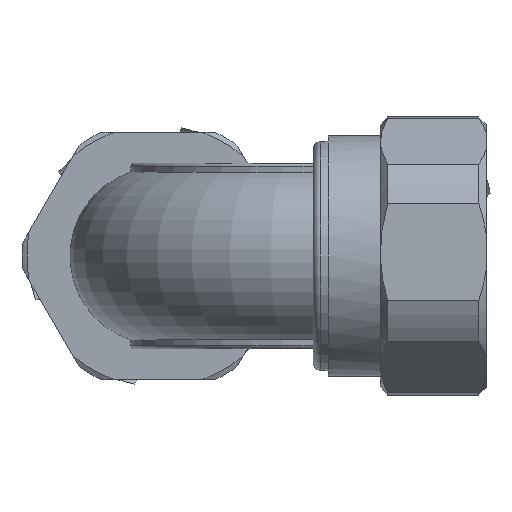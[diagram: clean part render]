
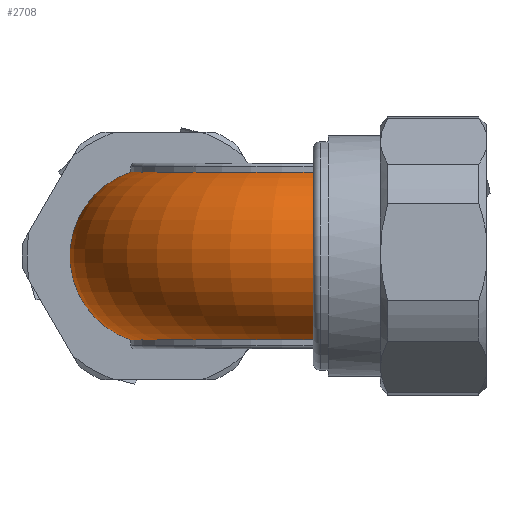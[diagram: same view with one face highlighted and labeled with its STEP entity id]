
A CAD part, left-side view. The second image highlights one B-rep face of the part: STEP entity #2708.
In plain terms, the highlighted toroidal (fillet/blend) face has major radius 20.85 mm and minor radius 11.85 mm.
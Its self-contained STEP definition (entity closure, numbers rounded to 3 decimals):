
#469=TOROIDAL_SURFACE('',#3033,20.85,11.85);
#775=FACE_OUTER_BOUND('',#937,.T.);
#937=EDGE_LOOP('',(#2472,#2473,#2474,#2475));
#1076=CIRCLE('',#2986,24.5);
#1091=CIRCLE('',#3008,11.85);
#1098=CIRCLE('',#3030,11.85);
#1099=CIRCLE('',#3032,24.5);
#1324=VERTEX_POINT('',#5410);
#1325=VERTEX_POINT('',#5412);
#1341=VERTEX_POINT('',#5459);
#1350=VERTEX_POINT('',#5509);
#1685=EDGE_CURVE('',#1324,#1325,#1076,.T.);
#1710=EDGE_CURVE('',#1341,#1324,#1091,.T.);
#1735=EDGE_CURVE('',#1325,#1350,#1098,.T.);
#1737=EDGE_CURVE('',#1341,#1350,#1099,.T.);
#2472=ORIENTED_EDGE('',*,*,#1710,.F.);
#2473=ORIENTED_EDGE('',*,*,#1737,.T.);
#2474=ORIENTED_EDGE('',*,*,#1735,.F.);
#2475=ORIENTED_EDGE('',*,*,#1685,.F.);
#2708=ADVANCED_FACE('',(#775),#469,.T.);
#2986=AXIS2_PLACEMENT_3D('',#5413,#3624,#3625);
#3008=AXIS2_PLACEMENT_3D('',#5461,#3678,#3679);
#3030=AXIS2_PLACEMENT_3D('',#5510,#3740,#3741);
#3032=AXIS2_PLACEMENT_3D('',#5513,#3745,#3746);
#3033=AXIS2_PLACEMENT_3D('',#5514,#3747,#3748);
#3624=DIRECTION('center_axis',(0.,0.,1.));
#3625=DIRECTION('ref_axis',(0.,1.,0.));
#3678=DIRECTION('center_axis',(1.,0.,0.));
#3679=DIRECTION('ref_axis',(0.,1.,0.));
#3740=DIRECTION('center_axis',(0.,-1.,0.));
#3741=DIRECTION('ref_axis',(0.308,0.,-0.951));
#3745=DIRECTION('center_axis',(0.,0.,1.));
#3746=DIRECTION('ref_axis',(0.,1.,0.));
#3747=DIRECTION('center_axis',(0.,0.,1.));
#3748=DIRECTION('ref_axis',(1.,0.,0.));
#5410=CARTESIAN_POINT('',(0.,3.65,11.274));
#5412=CARTESIAN_POINT('',(-24.5,-20.85,11.274));
#5413=CARTESIAN_POINT('Origin',(0.,-20.85,11.274));
#5459=CARTESIAN_POINT('',(0.,3.65,-11.274));
#5461=CARTESIAN_POINT('Origin',(0.,0.,0.));
#5509=CARTESIAN_POINT('',(-24.5,-20.85,-11.274));
#5510=CARTESIAN_POINT('Origin',(-20.85,-20.85,0.));
#5513=CARTESIAN_POINT('Origin',(0.,-20.85,-11.274));
#5514=CARTESIAN_POINT('Origin',(0.,-20.85,0.));
